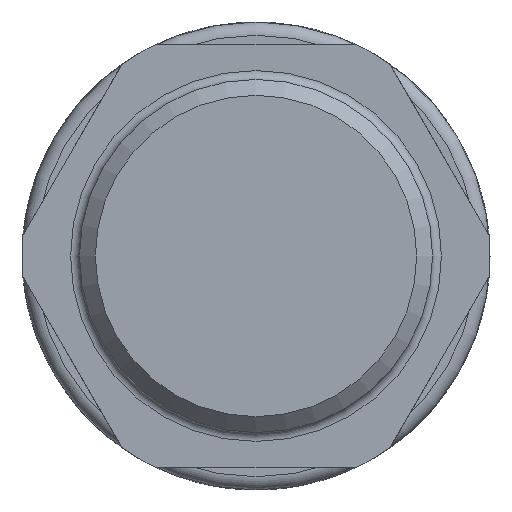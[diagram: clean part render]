
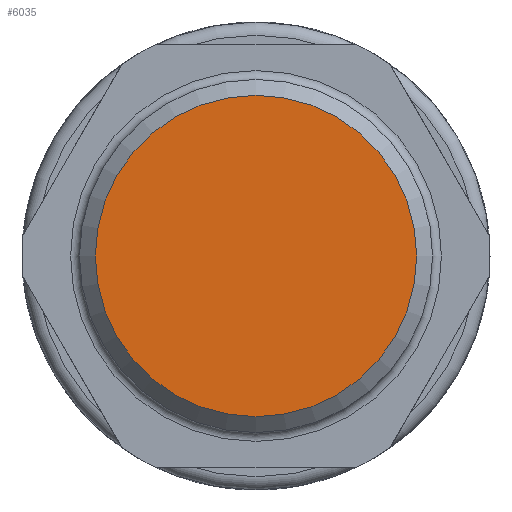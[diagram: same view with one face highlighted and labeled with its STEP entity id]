
A CAD part, left-side view. The second image highlights one B-rep face of the part: STEP entity #6035.
In plain terms, the highlighted planar face has unit normal (-1, 0, 0).
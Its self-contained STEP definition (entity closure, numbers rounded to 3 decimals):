
#1139=FACE_OUTER_BOUND('',#1524,.T.);
#1524=EDGE_LOOP('',(#3914));
#2000=CIRCLE('',#6461,9.1);
#2374=VERTEX_POINT('',#9462);
#3000=EDGE_CURVE('',#2374,#2374,#2000,.T.);
#3914=ORIENTED_EDGE('',*,*,#3000,.T.);
#5581=PLANE('',#6462);
#6035=ADVANCED_FACE('',(#1139),#5581,.T.);
#6461=AXIS2_PLACEMENT_3D('',#9463,#7405,#7406);
#6462=AXIS2_PLACEMENT_3D('',#9464,#7407,#7408);
#7405=DIRECTION('center_axis',(-1.,0.,0.));
#7406=DIRECTION('ref_axis',(0.,0.,
-1.));
#7407=DIRECTION('center_axis',(-1.,0.,0.));
#7408=DIRECTION('ref_axis',(0.,0.,
-1.));
#9462=CARTESIAN_POINT('',(-15.,0.,9.1));
#9463=CARTESIAN_POINT('Origin',(-15.,0.,0.));
#9464=CARTESIAN_POINT('Origin',(-15.,0.,6.5));
